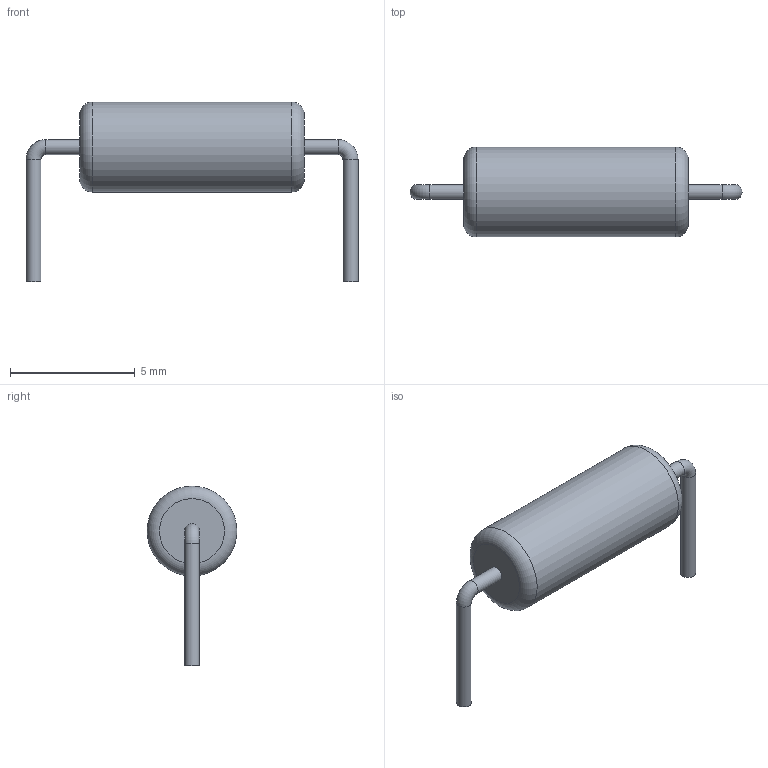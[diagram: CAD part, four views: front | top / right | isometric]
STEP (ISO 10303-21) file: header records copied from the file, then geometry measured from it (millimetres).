
FILE_DESCRIPTION(/* description */ (''),/* implementation_level */ '2;1');
FILE_NAME(/* name */ 'RES_WELWYN_WHS2.stp',/* time_stamp */ '2016-04-27T11:51:19+02:00',/* author */ ('riccim'),/* organization */ (''),/* preprocessor_version */ 'ST-DEVELOPER v15.5',/* originating_system */ 'AutoCAD Mechanical',/* authorisation */ '');
FILE_SCHEMA (('AUTOMOTIVE_DESIGN { 1 0 10303 214 3 1 1 }'));
Length unit declared in the file: millimetre
Products named in the file (1): Product
Bounding box: 13.3 x 3.6 x 7.2 mm (x, y, z)
Volume: 94.4 mm3; surface area: 144.7 mm2
Topology: 3 solids, 3 shells, 15 faces, 24 edges, 16 vertices
Faces by surface type: plane 6, cylinder 5, torus 4
Full cylindrical faces by diameter (mm): 0.6 x4, 3.6 x1
Entity records: 340 total; most frequent: DIRECTION 60, CARTESIAN_POINT 49, AXIS2_PLACEMENT_3D 29, EDGE_LOOP 24, ORIENTED_EDGE 24, FACE_OUTER_BOUND 15, ADVANCED_FACE 15, CIRCLE 13
